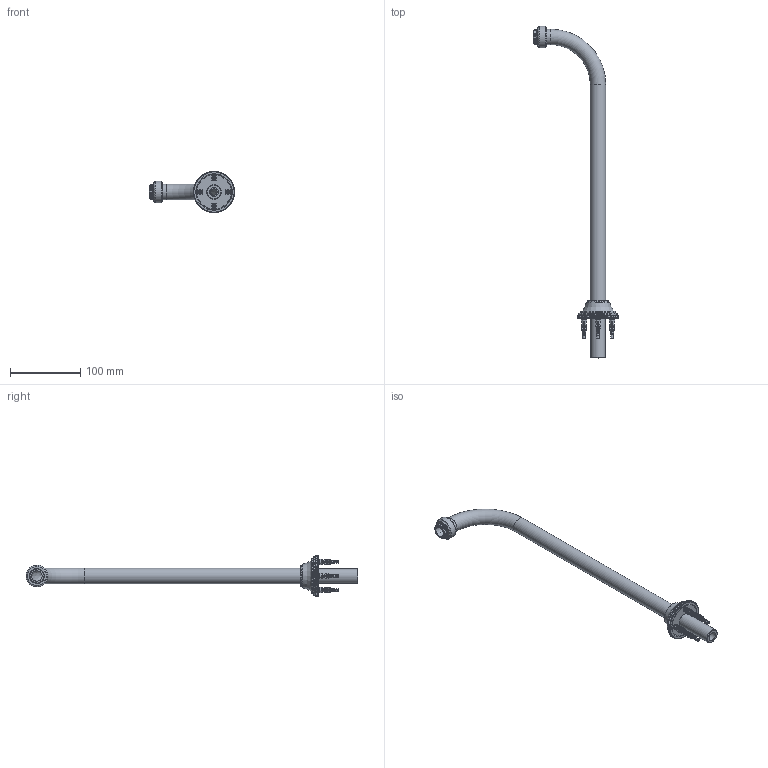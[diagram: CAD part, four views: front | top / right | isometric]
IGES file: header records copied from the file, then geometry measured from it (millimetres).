
Global section: file name: No Iges File Name specified; native system: Autodesk Inventor 2012; preprocessor: AutoDesk Inventor Iges Exporter R2012; author: adaniels; date: 20120917.104355; units: millimetre
Bounding box: 121.25 x 473 x 58.5 mm (x, y, z)
Volume: 86749.2 mm3; surface area: 103564.5 mm2
Topology: 19 solids, 19 shells, 1807 faces, 4708 edges, 2924 vertices
Faces by surface type: plane 1155, cone 304, cylinder 201, revolution 119, torus 20, bspline 8
Full cylindrical faces by diameter (mm): 3.92 x4, 8.2 x4, 14.5 x1, 16 x1, 18 x1, 18.5 x1, 19.7 x1, 20.95 x1, 20.955 x1, 20.99 x1, 22 x2, 24.1 x1, 28.44 x1, 28.575 x1, 29 x1, 31 x1, 31.9 x1, 49.3 x1, 50.5 x1, 54.5 x1
